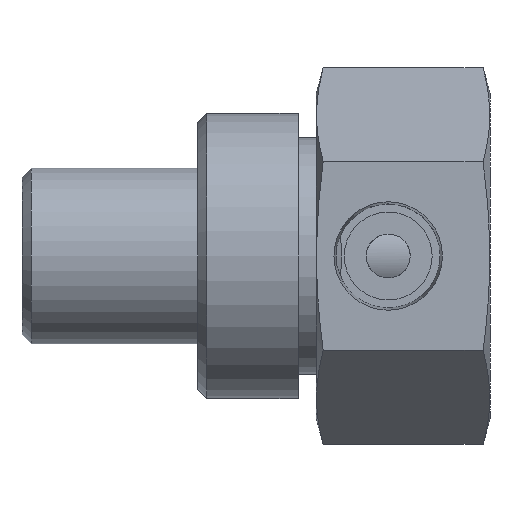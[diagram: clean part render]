
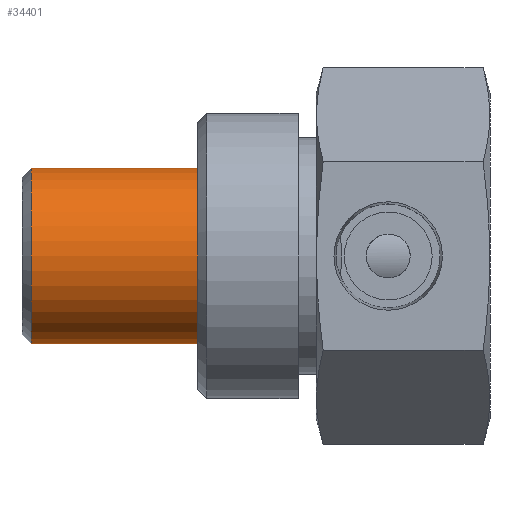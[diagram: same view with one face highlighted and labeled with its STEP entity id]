
A CAD part, left-side view. The second image highlights one B-rep face of the part: STEP entity #34401.
In plain terms, the highlighted cylindrical face has radius 11.113 mm (diameter 22.225 mm), a full revolution.
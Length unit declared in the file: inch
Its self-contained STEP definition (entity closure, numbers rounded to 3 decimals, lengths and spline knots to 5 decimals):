
#1518 = AXIS2_PLACEMENT_3D ( 'NONE', #41679, #46709, #51966 ) ;
#10999 = DIRECTION ( 'NONE',  ( 0., -1., 0. ) ) ;
#17577 = DIRECTION ( 'NONE',  ( 0., -1., 0. ) ) ;
#26996 = CARTESIAN_POINT ( 'NONE',  ( 0., 2.2859, 0. ) ) ;
#31062 = ORIENTED_EDGE ( 'NONE', *, *, #68509, .T. ) ;
#34401 = ADVANCED_FACE ( 'NONE', ( #47047, #49600 ), #38477, .T. ) ;
#38477 = CYLINDRICAL_SURFACE ( 'NONE', #1518, 0.4375 ) ;
#40370 = ORIENTED_EDGE ( 'NONE', *, *, #42947, .F. ) ;
#41679 = CARTESIAN_POINT ( 'NONE',  ( 0., 1.4559, 0. ) ) ;
#42294 = CIRCLE ( 'NONE', #60566, 0.4375 ) ;
#42947 = EDGE_CURVE ( 'NONE', #61238, #61238, #42294, .T. ) ;
#45110 = CARTESIAN_POINT ( 'NONE',  ( 0., 1.4559, 0.4375 ) ) ;
#45172 = AXIS2_PLACEMENT_3D ( 'NONE', #26996, #10999, #70577 ) ;
#46709 = DIRECTION ( 'NONE',  ( 0., 1., 0. ) ) ;
#47047 = FACE_OUTER_BOUND ( 'NONE', #48223, .T. ) ;
#48223 = EDGE_LOOP ( 'NONE', ( #40370 ) ) ;
#49600 = FACE_OUTER_BOUND ( 'NONE', #56343, .T. ) ;
#51946 = VERTEX_POINT ( 'NONE', #67466 ) ;
#51966 = DIRECTION ( 'NONE',  ( 0., 0., 1. ) ) ;
#56343 = EDGE_LOOP ( 'NONE', ( #31062 ) ) ;
#60566 = AXIS2_PLACEMENT_3D ( 'NONE', #61659, #17577, #60972 ) ;
#60972 = DIRECTION ( 'NONE',  ( 0., 0., 1. ) ) ;
#61238 = VERTEX_POINT ( 'NONE', #45110 ) ;
#61659 = CARTESIAN_POINT ( 'NONE',  ( 0., 1.4559, 0. ) ) ;
#62210 = CIRCLE ( 'NONE', #45172, 0.4375 ) ;
#67466 = CARTESIAN_POINT ( 'NONE',  ( 0.18465, 2.2859, -0.39662 ) ) ;
#68509 = EDGE_CURVE ( 'NONE', #51946, #51946, #62210, .T. ) ;
#70577 = DIRECTION ( 'NONE',  ( 0.422, 0., -0.907 ) ) ;
